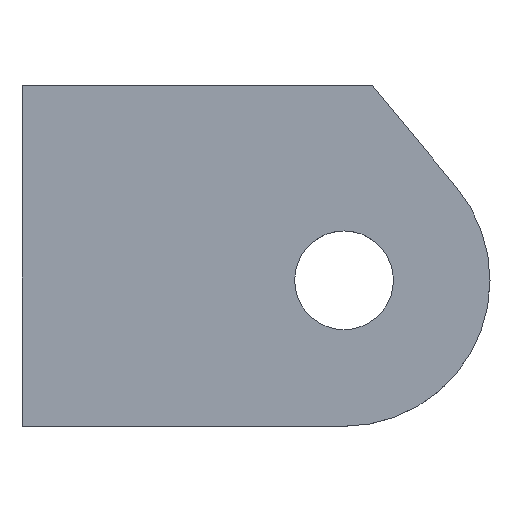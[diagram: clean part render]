
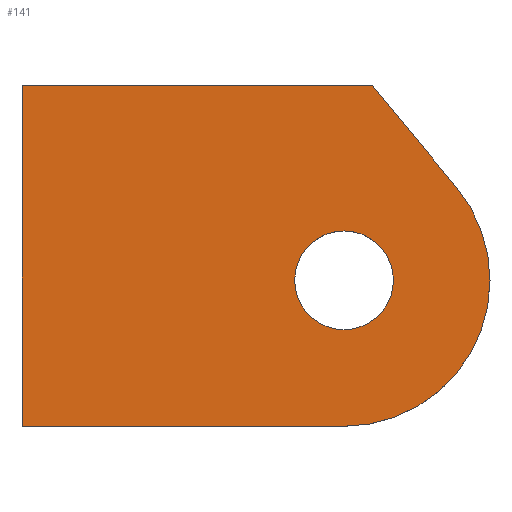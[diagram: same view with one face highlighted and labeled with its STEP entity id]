
A CAD part, top view. The second image highlights one B-rep face of the part: STEP entity #141.
In plain terms, the highlighted planar face has unit normal (0, 0, 1).
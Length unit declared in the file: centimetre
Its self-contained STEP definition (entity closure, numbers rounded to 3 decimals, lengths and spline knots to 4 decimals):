
#20=FACE_BOUND('',#32,.T.);
#23=FACE_OUTER_BOUND('',#31,.T.);
#31=EDGE_LOOP('',(#101,#102,#103,#104,#105));
#32=EDGE_LOOP('',(#106));
#42=CIRCLE('',#152,1.5);
#43=CIRCLE('',#153,0.5075);
#46=LINE('',#206,#59);
#47=LINE('',#208,#60);
#48=LINE('',#212,#61);
#49=LINE('',#213,#62);
#59=VECTOR('',#167,3.5);
#60=VECTOR('',#168,3.31);
#61=VECTOR('',#171,1.3543);
#62=VECTOR('',#172,3.6);
#72=VERTEX_POINT('',#204);
#73=VERTEX_POINT('',#205);
#74=VERTEX_POINT('',#207);
#75=VERTEX_POINT('',#209);
#76=VERTEX_POINT('',#211);
#77=VERTEX_POINT('',#214);
#84=EDGE_CURVE('',#72,#73,#46,.T.);
#85=EDGE_CURVE('',#74,#72,#47,.T.);
#86=EDGE_CURVE('',#74,#75,#42,.T.);
#87=EDGE_CURVE('',#75,#76,#48,.T.);
#88=EDGE_CURVE('',#73,#76,#49,.T.);
#89=EDGE_CURVE('',#77,#77,#43,.T.);
#101=ORIENTED_EDGE('',*,*,#84,.F.);
#102=ORIENTED_EDGE('',*,*,#85,.F.);
#103=ORIENTED_EDGE('',*,*,#86,.T.);
#104=ORIENTED_EDGE('',*,*,#87,.T.);
#105=ORIENTED_EDGE('',*,*,#88,.F.);
#106=ORIENTED_EDGE('',*,*,#89,.T.);
#135=PLANE('',#151);
#141=ADVANCED_FACE('',(#23,#20),#135,.T.);
#151=AXIS2_PLACEMENT_3D('',#203,#165,#166);
#152=AXIS2_PLACEMENT_3D('',#210,#169,#170);
#153=AXIS2_PLACEMENT_3D('',#215,#173,#174);
#165=DIRECTION('center_axis',(0.,0.,1.));
#166=DIRECTION('ref_axis',(1.,0.,0.));
#167=DIRECTION('',(0.,1.,0.));
#168=DIRECTION('',(-1.,0.,0.));
#169=DIRECTION('center_axis',(0.,0.,1.));
#170=DIRECTION('ref_axis',(0.,-1.,0.));
#171=DIRECTION('',(-0.638,0.77,0.));
#172=DIRECTION('',(1.,0.,0.));
#173=DIRECTION('center_axis',(0.,0.,-1.));
#174=DIRECTION('ref_axis',(1.,0.,0.));
#203=CARTESIAN_POINT('Origin',(0.,0.,0.));
#204=CARTESIAN_POINT('',(-3.31,-1.5,0.));
#205=CARTESIAN_POINT('',(-3.31,2.,0.));
#206=CARTESIAN_POINT('',(-3.31,-1.5,0.));
#207=CARTESIAN_POINT('',(0.,-1.5,0.));
#208=CARTESIAN_POINT('',(0.,-1.5,0.));
#209=CARTESIAN_POINT('',(1.1546,0.9576,0.));
#210=CARTESIAN_POINT('Origin',(0.,0.,0.));
#211=CARTESIAN_POINT('',(0.29,2.,0.));
#212=CARTESIAN_POINT('',(1.1546,0.9576,0.));
#213=CARTESIAN_POINT('',(-3.31,2.,0.));
#214=CARTESIAN_POINT('',(-0.5075,0.,0.));
#215=CARTESIAN_POINT('Origin',(0.,0.,0.));
